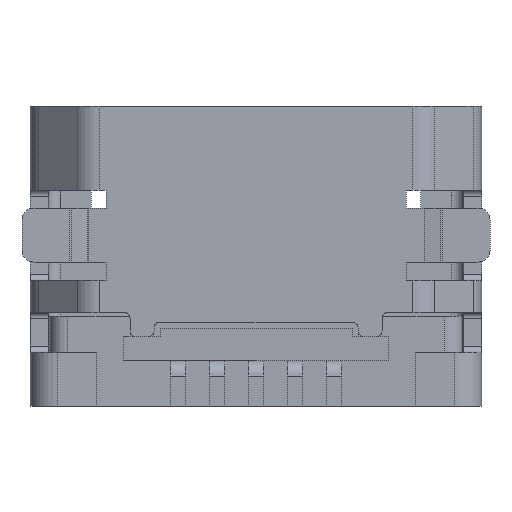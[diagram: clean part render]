
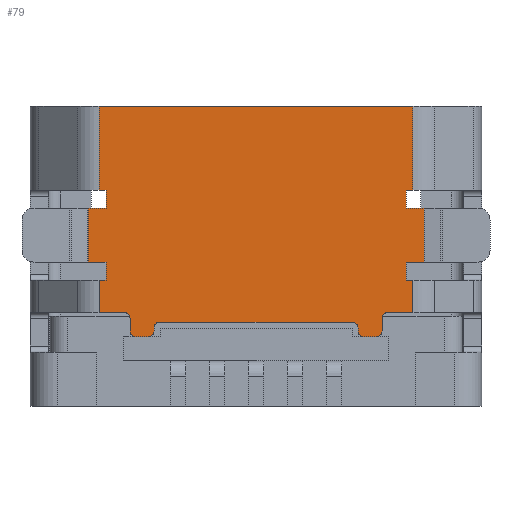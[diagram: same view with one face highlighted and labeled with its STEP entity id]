
A CAD part, front view. The second image highlights one B-rep face of the part: STEP entity #79.
In plain terms, the highlighted planar face has unit normal (0, -1, 0).
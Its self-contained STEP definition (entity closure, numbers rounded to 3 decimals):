
#79=ADVANCED_FACE('',(#393),#394,.T.);
#393=FACE_OUTER_BOUND('',#1017,.T.);
#394=PLANE('',#1018);
#1017=EDGE_LOOP('',(#1661,#1662,#1663,#1664,#1665,#1666,#1667,#1668,#1669,#1670,#1671,#1672,#1673,#1674,#1675,#1676,#1677,#1678,#1679,#1680,#1681,#1682,#1683,#1684,#1685,#1686,#1687,#1688,#1689,#1690,#1691,#1692,#1693,#1694,#1695,#1696));
#1018=AXIS2_PLACEMENT_3D('',#1697,#1698,#1699);
#1661=ORIENTED_EDGE('',*,*,#4338,.F.);
#1662=ORIENTED_EDGE('',*,*,#4339,.T.);
#1663=ORIENTED_EDGE('',*,*,#4340,.F.);
#1664=ORIENTED_EDGE('',*,*,#4341,.T.);
#1665=ORIENTED_EDGE('',*,*,#4342,.F.);
#1666=ORIENTED_EDGE('',*,*,#4343,.T.);
#1667=ORIENTED_EDGE('',*,*,#4344,.F.);
#1668=ORIENTED_EDGE('',*,*,#4345,.T.);
#1669=ORIENTED_EDGE('',*,*,#4346,.F.);
#1670=ORIENTED_EDGE('',*,*,#4347,.T.);
#1671=ORIENTED_EDGE('',*,*,#4348,.F.);
#1672=ORIENTED_EDGE('',*,*,#4349,.T.);
#1673=ORIENTED_EDGE('',*,*,#4350,.T.);
#1674=ORIENTED_EDGE('',*,*,#4351,.F.);
#1675=ORIENTED_EDGE('',*,*,#4352,.F.);
#1676=ORIENTED_EDGE('',*,*,#4353,.F.);
#1677=ORIENTED_EDGE('',*,*,#4354,.T.);
#1678=ORIENTED_EDGE('',*,*,#4355,.T.);
#1679=ORIENTED_EDGE('',*,*,#4356,.F.);
#1680=ORIENTED_EDGE('',*,*,#4357,.F.);
#1681=ORIENTED_EDGE('',*,*,#4358,.T.);
#1682=ORIENTED_EDGE('',*,*,#4359,.F.);
#1683=ORIENTED_EDGE('',*,*,#4360,.F.);
#1684=ORIENTED_EDGE('',*,*,#4361,.T.);
#1685=ORIENTED_EDGE('',*,*,#4362,.T.);
#1686=ORIENTED_EDGE('',*,*,#4363,.F.);
#1687=ORIENTED_EDGE('',*,*,#4364,.F.);
#1688=ORIENTED_EDGE('',*,*,#4365,.F.);
#1689=ORIENTED_EDGE('',*,*,#4366,.T.);
#1690=ORIENTED_EDGE('',*,*,#4367,.F.);
#1691=ORIENTED_EDGE('',*,*,#4368,.F.);
#1692=ORIENTED_EDGE('',*,*,#4369,.T.);
#1693=ORIENTED_EDGE('',*,*,#4370,.T.);
#1694=ORIENTED_EDGE('',*,*,#4371,.T.);
#1695=ORIENTED_EDGE('',*,*,#4372,.F.);
#1696=ORIENTED_EDGE('',*,*,#4373,.T.);
#1697=CARTESIAN_POINT('',(-3.26,-1.24,0.0));
#1698=DIRECTION('',(0.0,-1.0,0.0));
#1699=DIRECTION('',(0.0,0.0,-1.0));
#4338=EDGE_CURVE('',#5235,#5236,#5237,.T.);
#4339=EDGE_CURVE('',#5235,#5238,#5239,.T.);
#4340=EDGE_CURVE('',#5240,#5238,#5241,.T.);
#4341=EDGE_CURVE('',#5240,#5242,#5243,.T.);
#4342=EDGE_CURVE('',#5244,#5242,#5245,.T.);
#4343=EDGE_CURVE('',#5244,#5246,#5247,.T.);
#4344=EDGE_CURVE('',#5248,#5246,#5249,.T.);
#4345=EDGE_CURVE('',#5248,#5250,#5251,.T.);
#4346=EDGE_CURVE('',#5252,#5250,#5253,.T.);
#4347=EDGE_CURVE('',#5252,#5254,#5255,.T.);
#4348=EDGE_CURVE('',#5256,#5254,#5257,.T.);
#4349=EDGE_CURVE('',#5256,#5258,#5259,.T.);
#4350=EDGE_CURVE('',#5258,#5260,#5261,.T.);
#4351=EDGE_CURVE('',#5262,#5260,#5263,.T.);
#4352=EDGE_CURVE('',#5264,#5262,#5265,.T.);
#4353=EDGE_CURVE('',#5266,#5264,#5267,.T.);
#4354=EDGE_CURVE('',#5266,#5268,#5269,.T.);
#4355=EDGE_CURVE('',#5268,#5270,#5271,.T.);
#4356=EDGE_CURVE('',#5272,#5270,#5273,.T.);
#4357=EDGE_CURVE('',#5274,#5272,#5275,.T.);
#4358=EDGE_CURVE('',#5274,#5276,#5277,.T.);
#4359=EDGE_CURVE('',#5278,#5276,#5279,.T.);
#4360=EDGE_CURVE('',#5280,#5278,#5281,.T.);
#4361=EDGE_CURVE('',#5280,#5282,#5283,.T.);
#4362=EDGE_CURVE('',#5282,#5284,#5285,.T.);
#4363=EDGE_CURVE('',#5286,#5284,#5287,.T.);
#4364=EDGE_CURVE('',#5288,#5286,#5289,.T.);
#4365=EDGE_CURVE('',#5290,#5288,#5291,.T.);
#4366=EDGE_CURVE('',#5290,#5292,#5293,.T.);
#4367=EDGE_CURVE('',#5294,#5292,#5295,.T.);
#4368=EDGE_CURVE('',#5296,#5294,#5297,.T.);
#4369=EDGE_CURVE('',#5296,#5298,#5299,.T.);
#4370=EDGE_CURVE('',#5298,#5300,#5301,.T.);
#4371=EDGE_CURVE('',#5300,#5302,#5303,.T.);
#4372=EDGE_CURVE('',#5304,#5302,#5305,.T.);
#4373=EDGE_CURVE('',#5304,#5236,#5306,.T.);
#5235=VERTEX_POINT('',#6692);
#5236=VERTEX_POINT('',#6693);
#5237=LINE('',#6694,#6695);
#5238=VERTEX_POINT('',#6696);
#5239=CIRCLE('',#6697,0.1);
#5240=VERTEX_POINT('',#6698);
#5241=LINE('',#6699,#6700);
#5242=VERTEX_POINT('',#6701);
#5243=CIRCLE('',#6702,0.1);
#5244=VERTEX_POINT('',#6703);
#5245=LINE('',#6704,#6705);
#5246=VERTEX_POINT('',#6706);
#5247=CIRCLE('',#6707,0.1);
#5248=VERTEX_POINT('',#6708);
#5249=LINE('',#6709,#6710);
#5250=VERTEX_POINT('',#6711);
#5251=CIRCLE('',#6712,0.1);
#5252=VERTEX_POINT('',#6713);
#5253=LINE('',#6714,#6715);
#5254=VERTEX_POINT('',#6716);
#5255=CIRCLE('',#6717,0.1);
#5256=VERTEX_POINT('',#6718);
#5257=LINE('',#6719,#6720);
#5258=VERTEX_POINT('',#6721);
#5259=CIRCLE('',#6722,0.1);
#5260=VERTEX_POINT('',#6723);
#5261=LINE('',#6724,#6725);
#5262=VERTEX_POINT('',#6726);
#5263=LINE('',#6727,#6728);
#5264=VERTEX_POINT('',#6729);
#5265=LINE('',#6730,#6731);
#5266=VERTEX_POINT('',#6732);
#5267=LINE('',#6733,#6734);
#5268=VERTEX_POINT('',#6735);
#5269=LINE('',#6736,#6737);
#5270=VERTEX_POINT('',#6738);
#5271=LINE('',#6739,#6740);
#5272=VERTEX_POINT('',#6741);
#5273=LINE('',#6742,#6743);
#5274=VERTEX_POINT('',#6744);
#5275=LINE('',#6745,#6746);
#5276=VERTEX_POINT('',#6747);
#5277=LINE('',#6748,#6749);
#5278=VERTEX_POINT('',#6750);
#5279=LINE('',#6751,#6752);
#5280=VERTEX_POINT('',#6753);
#5281=LINE('',#6754,#6755);
#5282=VERTEX_POINT('',#6756);
#5283=LINE('',#6757,#6758);
#5284=VERTEX_POINT('',#6759);
#5285=LINE('',#6760,#6761);
#5286=VERTEX_POINT('',#6762);
#5287=LINE('',#6763,#6764);
#5288=VERTEX_POINT('',#6765);
#5289=LINE('',#6766,#6767);
#5290=VERTEX_POINT('',#6768);
#5291=LINE('',#6769,#6770);
#5292=VERTEX_POINT('',#6771);
#5293=LINE('',#6772,#6773);
#5294=VERTEX_POINT('',#6774);
#5295=LINE('',#6775,#6776);
#5296=VERTEX_POINT('',#6777);
#5297=LINE('',#6778,#6779);
#5298=VERTEX_POINT('',#6780);
#5299=LINE('',#6781,#6782);
#5300=VERTEX_POINT('',#6783);
#5301=LINE('',#6784,#6785);
#5302=VERTEX_POINT('',#6786);
#5303=CIRCLE('',#6787,0.1);
#5304=VERTEX_POINT('',#6788);
#5305=LINE('',#6789,#6790);
#5306=CIRCLE('',#6791,0.1);
#6692=CARTESIAN_POINT('',(-1.8,-1.24,-3.85));
#6693=CARTESIAN_POINT('',(-2.0,-1.24,-3.85));
#6694=CARTESIAN_POINT('',(-1.8,-1.24,-3.85));
#6695=VECTOR('',#8864,0.2);
#6696=CARTESIAN_POINT('',(-1.7,-1.24,-3.75));
#6697=AXIS2_PLACEMENT_3D('',#8865,#8866,#8867);
#6698=CARTESIAN_POINT('',(-1.7,-1.24,-3.7));
#6699=CARTESIAN_POINT('',(-1.7,-1.24,-3.7));
#6700=VECTOR('',#8868,0.05);
#6701=CARTESIAN_POINT('',(-1.6,-1.24,-3.6));
#6702=AXIS2_PLACEMENT_3D('',#8869,#8870,#8871);
#6703=CARTESIAN_POINT('',(1.6,-1.24,-3.6));
#6704=CARTESIAN_POINT('',(1.6,-1.24,-3.6));
#6705=VECTOR('',#8872,3.2);
#6706=CARTESIAN_POINT('',(1.7,-1.24,-3.7));
#6707=AXIS2_PLACEMENT_3D('',#8873,#8874,#8875);
#6708=CARTESIAN_POINT('',(1.7,-1.24,-3.75));
#6709=CARTESIAN_POINT('',(1.7,-1.24,-3.75));
#6710=VECTOR('',#8876,0.05);
#6711=CARTESIAN_POINT('',(1.8,-1.24,-3.85));
#6712=AXIS2_PLACEMENT_3D('',#8877,#8878,#8879);
#6713=CARTESIAN_POINT('',(2.0,-1.24,-3.85));
#6714=CARTESIAN_POINT('',(2.0,-1.24,-3.85));
#6715=VECTOR('',#8880,0.2);
#6716=CARTESIAN_POINT('',(2.1,-1.24,-3.75));
#6717=AXIS2_PLACEMENT_3D('',#8881,#8882,#8883);
#6718=CARTESIAN_POINT('',(2.1,-1.24,-3.54));
#6719=CARTESIAN_POINT('',(2.1,-1.24,-3.54));
#6720=VECTOR('',#8884,0.21);
#6721=CARTESIAN_POINT('',(2.2,-1.24,-3.44));
#6722=AXIS2_PLACEMENT_3D('',#8885,#8886,#8887);
#6723=CARTESIAN_POINT('',(2.616,-1.24,-3.44));
#6724=CARTESIAN_POINT('',(2.2,-1.24,-3.44));
#6725=VECTOR('',#8888,0.416);
#6726=CARTESIAN_POINT('',(2.616,-1.24,-2.9));
#6727=CARTESIAN_POINT('',(2.616,-1.24,-2.9));
#6728=VECTOR('',#8889,0.54);
#6729=CARTESIAN_POINT('',(2.5,-1.24,-2.9));
#6730=CARTESIAN_POINT('',(2.5,-1.24,-2.9));
#6731=VECTOR('',#8890,0.116);
#6732=CARTESIAN_POINT('',(2.5,-1.24,-2.6));
#6733=CARTESIAN_POINT('',(2.5,-1.24,-2.6));
#6734=VECTOR('',#8891,0.3);
#6735=CARTESIAN_POINT('',(2.8,-1.24,-2.6));
#6736=CARTESIAN_POINT('',(2.5,-1.24,-2.6));
#6737=VECTOR('',#8892,0.3);
#6738=CARTESIAN_POINT('',(2.8,-1.24,-1.7));
#6739=CARTESIAN_POINT('',(2.8,-1.24,-2.6));
#6740=VECTOR('',#8893,0.9);
#6741=CARTESIAN_POINT('',(2.5,-1.24,-1.7));
#6742=CARTESIAN_POINT('',(2.5,-1.24,-1.7));
#6743=VECTOR('',#8894,0.3);
#6744=CARTESIAN_POINT('',(2.5,-1.24,-1.4));
#6745=CARTESIAN_POINT('',(2.5,-1.24,-1.4));
#6746=VECTOR('',#8895,0.3);
#6747=CARTESIAN_POINT('',(2.616,-1.24,-1.4));
#6748=CARTESIAN_POINT('',(2.5,-1.24,-1.4));
#6749=VECTOR('',#8896,0.116);
#6750=CARTESIAN_POINT('',(2.616,-1.24,0.0));
#6751=CARTESIAN_POINT('',(2.616,-1.24,0.0));
#6752=VECTOR('',#8897,1.4);
#6753=CARTESIAN_POINT('',(-2.616,-1.24,0.0));
#6754=CARTESIAN_POINT('',(-2.616,-1.24,0.0));
#6755=VECTOR('',#8898,5.231);
#6756=CARTESIAN_POINT('',(-2.616,-1.24,-1.4));
#6757=CARTESIAN_POINT('',(-2.616,-1.24,0.0));
#6758=VECTOR('',#8899,1.4);
#6759=CARTESIAN_POINT('',(-2.5,-1.24,-1.4));
#6760=CARTESIAN_POINT('',(-2.616,-1.24,-1.4));
#6761=VECTOR('',#8900,0.116);
#6762=CARTESIAN_POINT('',(-2.5,-1.24,-1.7));
#6763=CARTESIAN_POINT('',(-2.5,-1.24,-1.7));
#6764=VECTOR('',#8901,0.3);
#6765=CARTESIAN_POINT('',(-2.8,-1.24,-1.7));
#6766=CARTESIAN_POINT('',(-2.8,-1.24,-1.7));
#6767=VECTOR('',#8902,0.3);
#6768=CARTESIAN_POINT('',(-2.8,-1.24,-2.6));
#6769=CARTESIAN_POINT('',(-2.8,-1.24,-2.6));
#6770=VECTOR('',#8903,0.9);
#6771=CARTESIAN_POINT('',(-2.5,-1.24,-2.6));
#6772=CARTESIAN_POINT('',(-2.8,-1.24,-2.6));
#6773=VECTOR('',#8904,0.3);
#6774=CARTESIAN_POINT('',(-2.5,-1.24,-2.9));
#6775=CARTESIAN_POINT('',(-2.5,-1.24,-2.9));
#6776=VECTOR('',#8905,0.3);
#6777=CARTESIAN_POINT('',(-2.616,-1.24,-2.9));
#6778=CARTESIAN_POINT('',(-2.616,-1.24,-2.9));
#6779=VECTOR('',#8906,0.116);
#6780=CARTESIAN_POINT('',(-2.616,-1.24,-3.44));
#6781=CARTESIAN_POINT('',(-2.616,-1.24,-2.9));
#6782=VECTOR('',#8907,0.54);
#6783=CARTESIAN_POINT('',(-2.2,-1.24,-3.44));
#6784=CARTESIAN_POINT('',(-2.616,-1.24,-3.44));
#6785=VECTOR('',#8908,0.416);
#6786=CARTESIAN_POINT('',(-2.1,-1.24,-3.54));
#6787=AXIS2_PLACEMENT_3D('',#8909,#8910,#8911);
#6788=CARTESIAN_POINT('',(-2.1,-1.24,-3.75));
#6789=CARTESIAN_POINT('',(-2.1,-1.24,-3.75));
#6790=VECTOR('',#8912,0.21);
#6791=AXIS2_PLACEMENT_3D('',#8913,#8914,#8915);
#8864=DIRECTION('',(-1.0,0.0,0.0));
#8865=CARTESIAN_POINT('',(-1.8,-1.24,-3.75));
#8866=DIRECTION('',(0.0,-1.0,0.0));
#8867=DIRECTION('',(0.0,0.0,-1.0));
#8868=DIRECTION('',(0.0,0.0,-1.0));
#8869=CARTESIAN_POINT('',(-1.6,-1.24,-3.7));
#8870=DIRECTION('',(0.0,1.0,0.0));
#8871=DIRECTION('',(-1.0,0.0,0.0));
#8872=DIRECTION('',(-1.0,0.0,0.0));
#8873=CARTESIAN_POINT('',(1.6,-1.24,-3.7));
#8874=DIRECTION('',(0.0,1.0,0.0));
#8875=DIRECTION('',(0.0,0.0,1.0));
#8876=DIRECTION('',(0.0,0.0,1.0));
#8877=CARTESIAN_POINT('',(1.8,-1.24,-3.75));
#8878=DIRECTION('',(0.0,-1.0,0.0));
#8879=DIRECTION('',(-1.0,0.0,0.0));
#8880=DIRECTION('',(-1.0,0.0,0.0));
#8881=CARTESIAN_POINT('',(2.0,-1.24,-3.75));
#8882=DIRECTION('',(0.0,-1.0,0.0));
#8883=DIRECTION('',(0.0,0.0,-1.0));
#8884=DIRECTION('',(0.0,0.0,-1.0));
#8885=CARTESIAN_POINT('',(2.2,-1.24,-3.54));
#8886=DIRECTION('',(0.0,1.0,0.0));
#8887=DIRECTION('',(-1.0,0.0,0.0));
#8888=DIRECTION('',(1.0,0.0,0.0));
#8889=DIRECTION('',(0.0,0.0,-1.0));
#8890=DIRECTION('',(1.0,0.0,0.0));
#8891=DIRECTION('',(0.0,0.0,-1.0));
#8892=DIRECTION('',(1.0,0.0,0.0));
#8893=DIRECTION('',(0.0,0.0,1.0));
#8894=DIRECTION('',(1.0,0.0,0.0));
#8895=DIRECTION('',(0.0,0.0,-1.0));
#8896=DIRECTION('',(1.0,0.0,0.0));
#8897=DIRECTION('',(0.0,0.0,-1.0));
#8898=DIRECTION('',(1.0,0.0,0.0));
#8899=DIRECTION('',(0.0,0.0,-1.0));
#8900=DIRECTION('',(1.0,0.0,0.0));
#8901=DIRECTION('',(0.0,0.0,1.0));
#8902=DIRECTION('',(1.0,0.0,0.0));
#8903=DIRECTION('',(0.0,0.0,1.0));
#8904=DIRECTION('',(1.0,0.0,0.0));
#8905=DIRECTION('',(0.0,0.0,1.0));
#8906=DIRECTION('',(1.0,0.0,0.0));
#8907=DIRECTION('',(0.0,0.0,-1.0));
#8908=DIRECTION('',(1.0,0.0,0.0));
#8909=CARTESIAN_POINT('',(-2.2,-1.24,-3.54));
#8910=DIRECTION('',(0.0,1.0,0.0));
#8911=DIRECTION('',(0.0,0.0,1.0));
#8912=DIRECTION('',(0.0,0.0,1.0));
#8913=CARTESIAN_POINT('',(-2.0,-1.24,-3.75));
#8914=DIRECTION('',(0.0,-1.0,0.0));
#8915=DIRECTION('',(-1.0,0.0,0.0));
